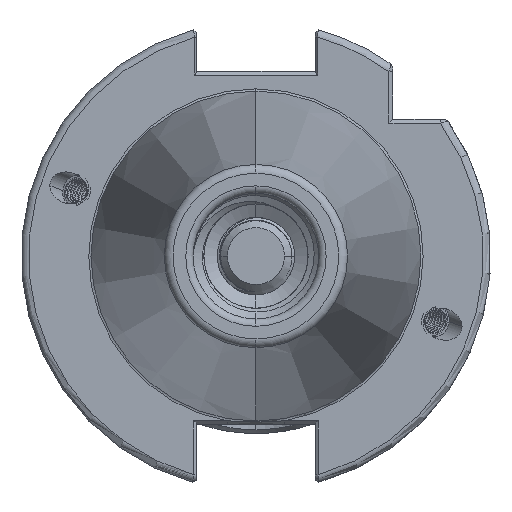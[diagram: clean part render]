
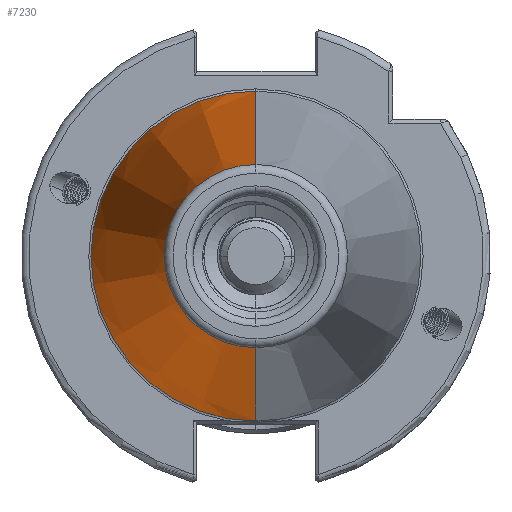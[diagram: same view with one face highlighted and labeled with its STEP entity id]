
A CAD part, left-side view. The second image highlights one B-rep face of the part: STEP entity #7230.
In plain terms, the highlighted conical face has half-angle 8.297 degrees and reference radius 22.692 mm.
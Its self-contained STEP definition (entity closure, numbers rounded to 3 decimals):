
#3413 = AXIS2_PLACEMENT_3D ( 'NONE', #5450, #5427, #5443 ) ;
#3747 = AXIS2_PLACEMENT_3D ( 'NONE', #15539, #15541, #15578 ) ;
#5427 = DIRECTION ( 'NONE',  ( 1., 0., 0. ) ) ;
#5443 = DIRECTION ( 'NONE',  ( 0., 0., 1. ) ) ;
#5450 = CARTESIAN_POINT ( 'NONE',  ( -70.573, 0., 0. ) ) ;
#7230 = ADVANCED_FACE ( 'NONE', ( #24364 ), #24354, .T. ) ;
#7650 = EDGE_CURVE ( 'NONE', #24514, #24587, #18061, .T. ) ;
#8285 = VECTOR ( 'NONE', #23008, 1000. ) ;
#8314 = LINE ( 'NONE', #22986, #8285 ) ;
#8337 = VECTOR ( 'NONE', #23115, 1000. ) ;
#8346 = CIRCLE ( 'NONE', #22858, 22.327 ) ;
#8370 = LINE ( 'NONE', #23114, #8337 ) ;
#9020 = CARTESIAN_POINT ( 'NONE',  ( -70.573, 0., -12.4 ) ) ;
#9026 = CARTESIAN_POINT ( 'NONE',  ( -2.5, 0., -22.327 ) ) ;
#9138 = CARTESIAN_POINT ( 'NONE',  ( -2.5, 0., 22.327 ) ) ;
#9141 = CARTESIAN_POINT ( 'NONE',  ( -70.573, 0., 12.4 ) ) ;
#12620 = ORIENTED_EDGE ( 'NONE', *, *, #7650, .T. ) ;
#12649 = ORIENTED_EDGE ( 'NONE', *, *, #13016, .F. ) ;
#12662 = ORIENTED_EDGE ( 'NONE', *, *, #13046, .T. ) ;
#12676 = ORIENTED_EDGE ( 'NONE', *, *, #13064, .F. ) ;
#13016 = EDGE_CURVE ( 'NONE', #24514, #24551, #8314, .T. ) ;
#13046 = EDGE_CURVE ( 'NONE', #24587, #24571, #8370, .T. ) ;
#13064 = EDGE_CURVE ( 'NONE', #24551, #24571, #8346, .T. ) ;
#15539 = CARTESIAN_POINT ( 'NONE',  ( 0., 0., 0. ) ) ;
#15541 = DIRECTION ( 'NONE',  ( 1., 0., 0. ) ) ;
#15578 = DIRECTION ( 'NONE',  ( 0., 0., -1. ) ) ;
#18061 = CIRCLE ( 'NONE', #3413, 12.4 ) ;
#22858 = AXIS2_PLACEMENT_3D ( 'NONE', #23272, #23282, #23279 ) ;
#22986 = CARTESIAN_POINT ( 'NONE',  ( 0., 0., -22.692 ) ) ;
#23008 = DIRECTION ( 'NONE',  ( 0.99, 0., -0.144 ) ) ;
#23114 = CARTESIAN_POINT ( 'NONE',  ( 0., 0., 22.692 ) ) ;
#23115 = DIRECTION ( 'NONE',  ( 0.99, 0., 0.144 ) ) ;
#23272 = CARTESIAN_POINT ( 'NONE',  ( -2.5, 0., 0. ) ) ;
#23279 = DIRECTION ( 'NONE',  ( 0., 0., -1. ) ) ;
#23282 = DIRECTION ( 'NONE',  ( 1., 0., 0. ) ) ;
#24354 = CONICAL_SURFACE ( 'NONE', #3747, 22.692, 0.145 ) ;
#24364 = FACE_OUTER_BOUND ( 'NONE', #24822, .T. ) ;
#24514 = VERTEX_POINT ( 'NONE', #9020 ) ;
#24551 = VERTEX_POINT ( 'NONE', #9026 ) ;
#24571 = VERTEX_POINT ( 'NONE', #9138 ) ;
#24587 = VERTEX_POINT ( 'NONE', #9141 ) ;
#24822 = EDGE_LOOP ( 'NONE', ( #12620, #12662, #12676, #12649 ) ) ;
